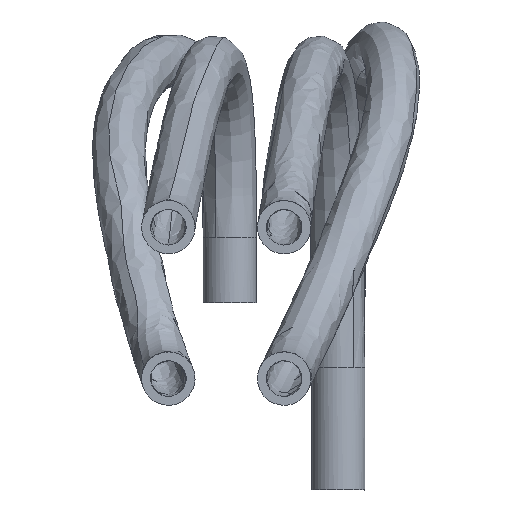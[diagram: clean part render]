
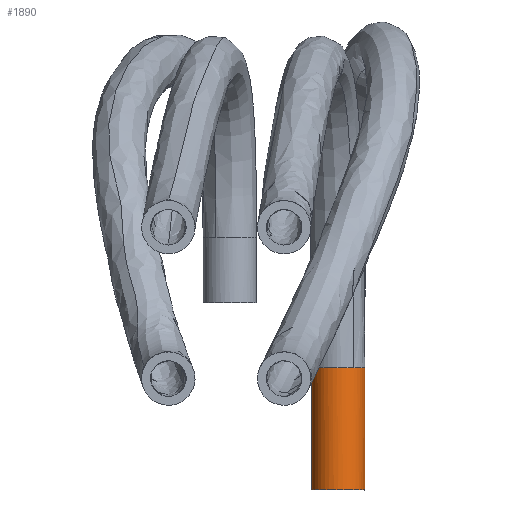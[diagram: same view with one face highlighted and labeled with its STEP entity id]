
A CAD part, left-side view. The second image highlights one B-rep face of the part: STEP entity #1890.
In plain terms, the highlighted cylindrical face has radius 3 mm (diameter 6 mm), a partial arc.
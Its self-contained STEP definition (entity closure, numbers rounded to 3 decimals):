
#162 = LINE ( 'NONE', #1417, #5065 ) ;
#239 = AXIS2_PLACEMENT_3D ( 'NONE', #952, #4633, #4251 ) ;
#325 = DIRECTION ( 'NONE',  ( 0., 0., -1. ) ) ;
#578 = DIRECTION ( 'NONE',  ( 0., 0., -1. ) ) ;
#660 = ORIENTED_EDGE ( 'NONE', *, *, #3260, .T. ) ;
#672 = AXIS2_PLACEMENT_3D ( 'NONE', #2854, #4881, #2449 ) ;
#691 = CARTESIAN_POINT ( 'NONE',  ( 722.588, 607.38, 10.917 ) ) ;
#952 = CARTESIAN_POINT ( 'NONE',  ( 722.588, 610.38, 10.917 ) ) ;
#1004 = ORIENTED_EDGE ( 'NONE', *, *, #5337, .F. ) ;
#1104 = EDGE_CURVE ( 'NONE', #2074, #2960, #1943, .T. ) ;
#1417 = CARTESIAN_POINT ( 'NONE',  ( 722.588, 613.38, 10.917 ) ) ;
#1515 = VECTOR ( 'NONE', #325, 1000. ) ;
#1615 = CIRCLE ( 'NONE', #672, 3. ) ;
#1677 = DIRECTION ( 'NONE',  ( 0., 1., 0. ) ) ;
#1890 = ADVANCED_FACE ( 'NONE', ( #3330 ), #3728, .T. ) ;
#1943 = LINE ( 'NONE', #691, #1515 ) ;
#1952 = CARTESIAN_POINT ( 'NONE',  ( 722.588, 613.38, -2.81 ) ) ;
#2042 = CARTESIAN_POINT ( 'NONE',  ( 722.588, 613.38, 10.917 ) ) ;
#2074 = VERTEX_POINT ( 'NONE', #4731 ) ;
#2283 = EDGE_CURVE ( 'NONE', #2770, #2827, #1615, .T. ) ;
#2449 = DIRECTION ( 'NONE',  ( -0.809, -0.588, 0. ) ) ;
#2474 = DIRECTION ( 'NONE',  ( 0., 0., -1. ) ) ;
#2770 = VERTEX_POINT ( 'NONE', #4923 ) ;
#2827 = VERTEX_POINT ( 'NONE', #2042 ) ;
#2854 = CARTESIAN_POINT ( 'NONE',  ( 722.588, 610.38, 10.917 ) ) ;
#2884 = EDGE_LOOP ( 'NONE', ( #4264, #4002, #4519, #660, #1004 ) ) ;
#2943 = DIRECTION ( 'NONE',  ( -0.809, -0.588, 0. ) ) ;
#2960 = VERTEX_POINT ( 'NONE', #3801 ) ;
#2979 = CIRCLE ( 'NONE', #239, 3. ) ;
#3260 = EDGE_CURVE ( 'NONE', #2827, #4331, #162, .T. ) ;
#3330 = FACE_OUTER_BOUND ( 'NONE', #2884, .T. ) ;
#3611 = EDGE_CURVE ( 'NONE', #2074, #2770, #2979, .T. ) ;
#3623 = CIRCLE ( 'NONE', #5190, 3. ) ;
#3728 = CYLINDRICAL_SURFACE ( 'NONE', #5249, 3. ) ;
#3790 = CARTESIAN_POINT ( 'NONE',  ( 722.588, 610.38, -2.81 ) ) ;
#3801 = CARTESIAN_POINT ( 'NONE',  ( 722.588, 607.38, -2.81 ) ) ;
#4002 = ORIENTED_EDGE ( 'NONE', *, *, #3611, .T. ) ;
#4223 = DIRECTION ( 'NONE',  ( 0., 0., -1. ) ) ;
#4251 = DIRECTION ( 'NONE',  ( -0.809, -0.588, 0. ) ) ;
#4264 = ORIENTED_EDGE ( 'NONE', *, *, #1104, .F. ) ;
#4331 = VERTEX_POINT ( 'NONE', #1952 ) ;
#4519 = ORIENTED_EDGE ( 'NONE', *, *, #2283, .T. ) ;
#4548 = CARTESIAN_POINT ( 'NONE',  ( 722.588, 610.38, 10.917 ) ) ;
#4633 = DIRECTION ( 'NONE',  ( 0., 0., -1. ) ) ;
#4731 = CARTESIAN_POINT ( 'NONE',  ( 722.588, 607.38, 10.917 ) ) ;
#4881 = DIRECTION ( 'NONE',  ( 0., 0., -1. ) ) ;
#4923 = CARTESIAN_POINT ( 'NONE',  ( 720.161, 608.617, 10.917 ) ) ;
#5065 = VECTOR ( 'NONE', #578, 1000. ) ;
#5190 = AXIS2_PLACEMENT_3D ( 'NONE', #3790, #4223, #2943 ) ;
#5249 = AXIS2_PLACEMENT_3D ( 'NONE', #4548, #2474, #1677 ) ;
#5337 = EDGE_CURVE ( 'NONE', #2960, #4331, #3623, .T. ) ;
